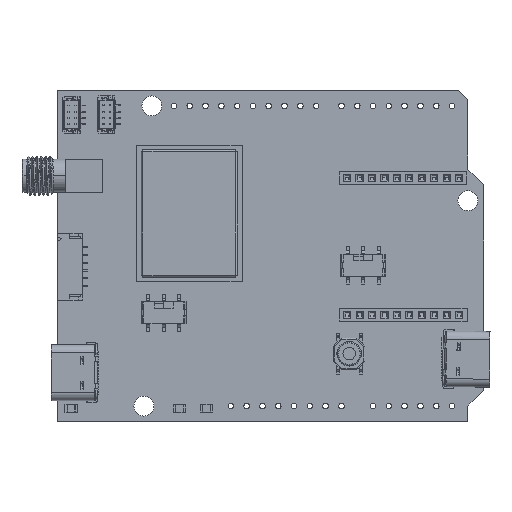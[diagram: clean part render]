
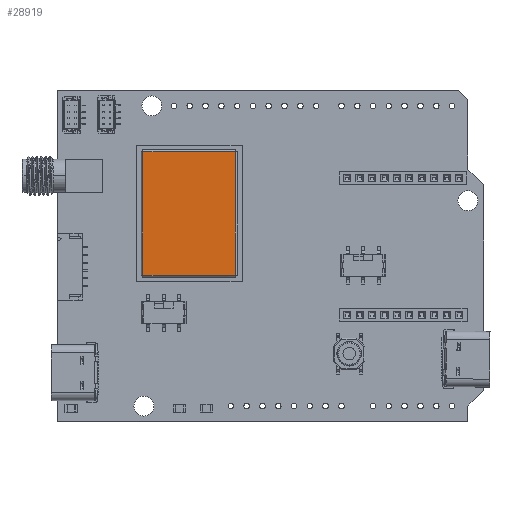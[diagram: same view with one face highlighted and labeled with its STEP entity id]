
A CAD part, top view. The second image highlights one B-rep face of the part: STEP entity #28919.
In plain terms, the highlighted face is planar.
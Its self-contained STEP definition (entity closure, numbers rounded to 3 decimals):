
#4893 = CARTESIAN_POINT ( 'NONE',  ( 9.967, 2.6, -7.438 ) ) ;
#13126 = EDGE_LOOP ( 'NONE', ( #36418, #70753, #47606, #16615 ) ) ;
#16615 = ORIENTED_EDGE ( 'NONE', *, *, #94395, .T. ) ;
#18017 = PLANE ( 'NONE',  #44299 ) ;
#22168 = VECTOR ( 'NONE', #107536, 1000. ) ;
#22824 = VERTEX_POINT ( 'NONE', #102209 ) ;
#25407 = DIRECTION ( 'NONE',  ( 0., -1., 0. ) ) ;
#25977 = CARTESIAN_POINT ( 'NONE',  ( 0., 2.6, 0. ) ) ;
#26367 = LINE ( 'NONE', #45117, #37248 ) ;
#27010 = EDGE_CURVE ( 'NONE', #28534, #22824, #97865, .T. ) ;
#28534 = VERTEX_POINT ( 'NONE', #41997 ) ;
#28919 = ADVANCED_FACE ( 'NONE', ( #33952 ), #18017, .F. ) ;
#32653 = DIRECTION ( 'NONE',  ( -1., 0., 0. ) ) ;
#33952 = FACE_OUTER_BOUND ( 'NONE', #13126, .T. ) ;
#34914 = DIRECTION ( 'NONE',  ( 1., 0., 0. ) ) ;
#36418 = ORIENTED_EDGE ( 'NONE', *, *, #38061, .T. ) ;
#37248 = VECTOR ( 'NONE', #79727, 1000. ) ;
#38061 = EDGE_CURVE ( 'NONE', #46922, #46736, #26367, .T. ) ;
#41997 = CARTESIAN_POINT ( 'NONE',  ( -9.938, 2.6, -7.438 ) ) ;
#44299 = AXIS2_PLACEMENT_3D ( 'NONE', #25977, #25407, #95217 ) ;
#45117 = CARTESIAN_POINT ( 'NONE',  ( 9.938, 2.6, 7.467 ) ) ;
#45688 = LINE ( 'NONE', #69554, #57026 ) ;
#46736 = VERTEX_POINT ( 'NONE', #84919 ) ;
#46922 = VERTEX_POINT ( 'NONE', #104797 ) ;
#47606 = ORIENTED_EDGE ( 'NONE', *, *, #27010, .T. ) ;
#57026 = VECTOR ( 'NONE', #34914, 1000. ) ;
#58901 = EDGE_CURVE ( 'NONE', #46736, #28534, #82652, .T. ) ;
#69554 = CARTESIAN_POINT ( 'NONE',  ( -9.967, 2.6, 7.438 ) ) ;
#70753 = ORIENTED_EDGE ( 'NONE', *, *, #58901, .T. ) ;
#72443 = VECTOR ( 'NONE', #32653, 1000. ) ;
#72880 = CARTESIAN_POINT ( 'NONE',  ( -9.938, 2.6, -7.467 ) ) ;
#79727 = DIRECTION ( 'NONE',  ( 0., 0., -1. ) ) ;
#82652 = LINE ( 'NONE', #4893, #72443 ) ;
#84919 = CARTESIAN_POINT ( 'NONE',  ( 9.938, 2.6, -7.438 ) ) ;
#94395 = EDGE_CURVE ( 'NONE', #22824, #46922, #45688, .T. ) ;
#95217 = DIRECTION ( 'NONE',  ( 0., 0., -1. ) ) ;
#97865 = LINE ( 'NONE', #72880, #22168 ) ;
#102209 = CARTESIAN_POINT ( 'NONE',  ( -9.938, 2.6, 7.438 ) ) ;
#104797 = CARTESIAN_POINT ( 'NONE',  ( 9.938, 2.6, 7.438 ) ) ;
#107536 = DIRECTION ( 'NONE',  ( 0., 0., 1. ) ) ;
